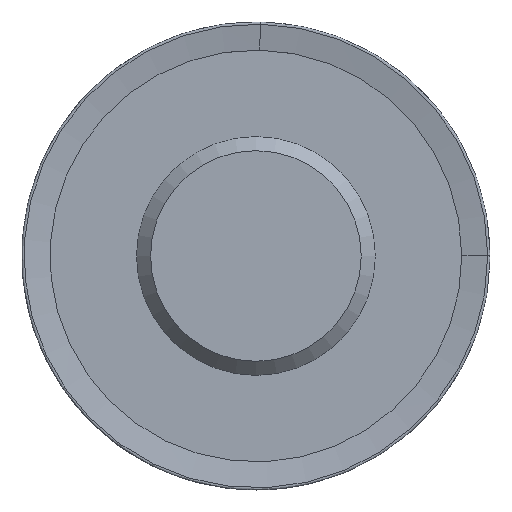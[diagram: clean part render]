
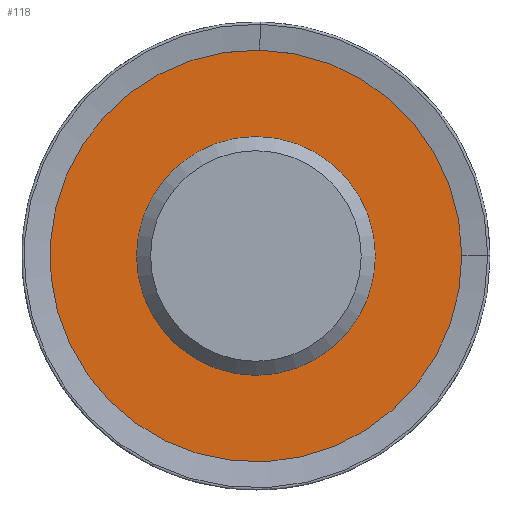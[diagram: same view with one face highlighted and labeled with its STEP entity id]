
A CAD part, left-side view. The second image highlights one B-rep face of the part: STEP entity #118.
In plain terms, the highlighted planar face has unit normal (-1, 0, 0).
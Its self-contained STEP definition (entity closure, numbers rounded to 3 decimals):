
#35=PLANE('',#629);
#45=FACE_BOUND('',#216,.T.);
#46=FACE_BOUND('',#217,.T.);
#118=ADVANCED_FACE('',(#45,#46),#35,.F.);
#216=EDGE_LOOP('',(#388));
#217=EDGE_LOOP('',(#389));
#388=ORIENTED_EDGE('',*,*,#517,.F.);
#389=ORIENTED_EDGE('',*,*,#518,.T.);
#443=VERTEX_POINT('',#1375);
#444=VERTEX_POINT('',#1378);
#517=EDGE_CURVE('',#443,#443,#571,.T.);
#518=EDGE_CURVE('',#444,#444,#572,.T.);
#571=CIRCLE('',#626,25.5);
#572=CIRCLE('',#628,45.5);
#626=AXIS2_PLACEMENT_3D('',#1374,#750,#751);
#628=AXIS2_PLACEMENT_3D('',#1377,#754,#755);
#629=AXIS2_PLACEMENT_3D('',#1379,#756,#757);
#750=DIRECTION('',(-1.,0.,0.));
#751=DIRECTION('',(0.,0.,1.));
#754=DIRECTION('',(-1.,0.,0.));
#755=DIRECTION('',(0.,0.,1.));
#756=DIRECTION('',(1.,0.,0.));
#757=DIRECTION('',(0.,0.,-1.));
#1374=CARTESIAN_POINT('',(1.,0.,0.));
#1375=CARTESIAN_POINT('',(1.,0.,25.5));
#1377=CARTESIAN_POINT('',(1.,0.,0.));
#1378=CARTESIAN_POINT('',(1.,0.,45.5));
#1379=CARTESIAN_POINT('',(1.,25.5,0.));
